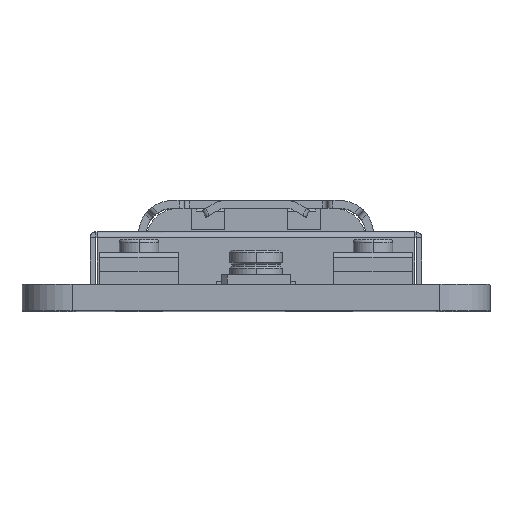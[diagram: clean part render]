
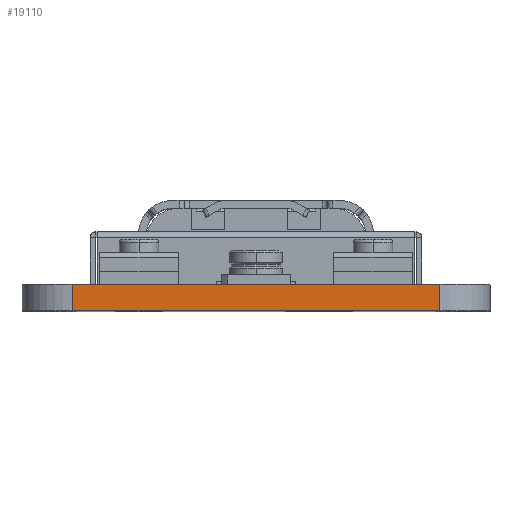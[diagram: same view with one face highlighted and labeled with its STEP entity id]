
A CAD part, top view. The second image highlights one B-rep face of the part: STEP entity #19110.
In plain terms, the highlighted planar face has unit normal (0, 0, 1).
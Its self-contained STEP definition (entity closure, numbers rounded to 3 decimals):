
#2114 = PLANE ( 'NONE',  #22894 ) ;
#2552 = VECTOR ( 'NONE', #8488, 1000. ) ;
#2819 = CARTESIAN_POINT ( 'NONE',  ( 6.985, 1., 10.477 ) ) ;
#4331 = DIRECTION ( 'NONE',  ( -1., 0., 0. ) ) ;
#5642 = CARTESIAN_POINT ( 'NONE',  ( -6.985, 1., 10.477 ) ) ;
#5908 = CARTESIAN_POINT ( 'NONE',  ( 6.985, 1., 10.477 ) ) ;
#7416 = DIRECTION ( 'NONE',  ( 0., -1., 0. ) ) ;
#7653 = VERTEX_POINT ( 'NONE', #13643 ) ;
#8011 = LINE ( 'NONE', #5642, #2552 ) ;
#8265 = VERTEX_POINT ( 'NONE', #9490 ) ;
#8488 = DIRECTION ( 'NONE',  ( 0., -1., 0. ) ) ;
#9077 = CARTESIAN_POINT ( 'NONE',  ( 0., 1., 10.477 ) ) ;
#9490 = CARTESIAN_POINT ( 'NONE',  ( 6.985, 0., 10.477 ) ) ;
#9559 = ORIENTED_EDGE ( 'NONE', *, *, #16912, .T. ) ;
#11372 = VERTEX_POINT ( 'NONE', #30357 ) ;
#12632 = LINE ( 'NONE', #2819, #28898 ) ;
#12872 = ORIENTED_EDGE ( 'NONE', *, *, #23762, .T. ) ;
#13528 = ORIENTED_EDGE ( 'NONE', *, *, #25306, .F. ) ;
#13643 = CARTESIAN_POINT ( 'NONE',  ( -6.985, 1., 10.477 ) ) ;
#14278 = DIRECTION ( 'NONE',  ( 0., 0., -1. ) ) ;
#14723 = EDGE_CURVE ( 'NONE', #7653, #16235, #18084, .T. ) ;
#16235 = VERTEX_POINT ( 'NONE', #5908 ) ;
#16912 = EDGE_CURVE ( 'NONE', #7653, #11372, #8011, .T. ) ;
#18084 = LINE ( 'NONE', #27754, #27786 ) ;
#19110 = ADVANCED_FACE ( 'NONE', ( #30609 ), #2114, .F. ) ;
#20192 = ORIENTED_EDGE ( 'NONE', *, *, #14723, .F. ) ;
#21515 = CARTESIAN_POINT ( 'NONE',  ( 0., 0., 10.477 ) ) ;
#22894 = AXIS2_PLACEMENT_3D ( 'NONE', #9077, #14278, #4331 ) ;
#23762 = EDGE_CURVE ( 'NONE', #11372, #8265, #26590, .T. ) ;
#25306 = EDGE_CURVE ( 'NONE', #16235, #8265, #12632, .T. ) ;
#26590 = LINE ( 'NONE', #21515, #27807 ) ;
#27593 = DIRECTION ( 'NONE',  ( 1., 0., 0. ) ) ;
#27754 = CARTESIAN_POINT ( 'NONE',  ( 0., 1., 10.477 ) ) ;
#27786 = VECTOR ( 'NONE', #27593, 1000. ) ;
#27807 = VECTOR ( 'NONE', #29133, 1000. ) ;
#28898 = VECTOR ( 'NONE', #7416, 1000. ) ;
#29133 = DIRECTION ( 'NONE',  ( 1., 0., 0. ) ) ;
#29798 = EDGE_LOOP ( 'NONE', ( #12872, #13528, #20192, #9559 ) ) ;
#30357 = CARTESIAN_POINT ( 'NONE',  ( -6.985, 0., 10.477 ) ) ;
#30609 = FACE_OUTER_BOUND ( 'NONE', #29798, .T. ) ;
